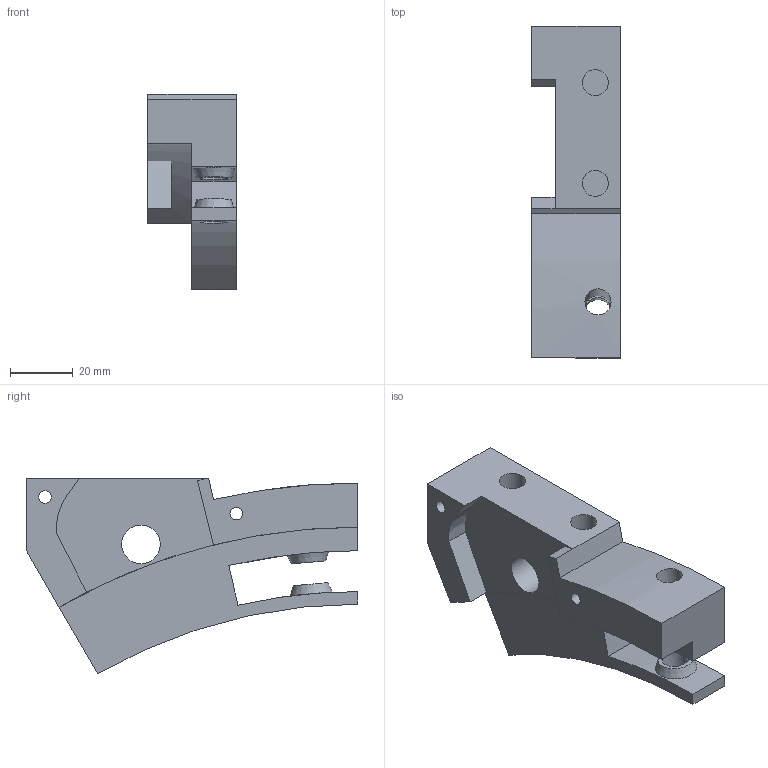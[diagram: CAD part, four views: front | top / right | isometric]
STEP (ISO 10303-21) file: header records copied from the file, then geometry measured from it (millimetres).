
FILE_DESCRIPTION(('STEP AP214'), '1');
FILE_NAME('Carriage_2 (V2.1)', '', ('UNSPECIFIED'), ('UNSPECIFIED'), 'C3D Converter', 'C3D Toolkit', '');
FILE_SCHEMA(('AUTOMOTIVE_DESIGN { 1 0 10303 214 3 1 1}'));
Length unit declared in the file: millimetre
Bounding box: 28.3 x 105.5 x 62.26 mm (x, y, z)
Volume: 75770.4 mm3; surface area: 20680.7 mm2
Topology: 1 solids, 1 shells, 41 faces, 95 edges, 63 vertices
Faces by surface type: plane 22, cylinder 16, cone 2, extrusion 1
Full cylindrical faces by diameter (mm): 4 x2, 8.2 x2, 8.3 x4, 12.3 x1, 22.3 x1
Entity records: 1624 total; most frequent: CARTESIAN_POINT 649, DIRECTION 194, ORIENTED_EDGE 166, EDGE_CURVE 83, AXIS2_PLACEMENT_3D 75, EDGE_LOOP 70, VERTEX_POINT 63, FACE_BOUND 46
